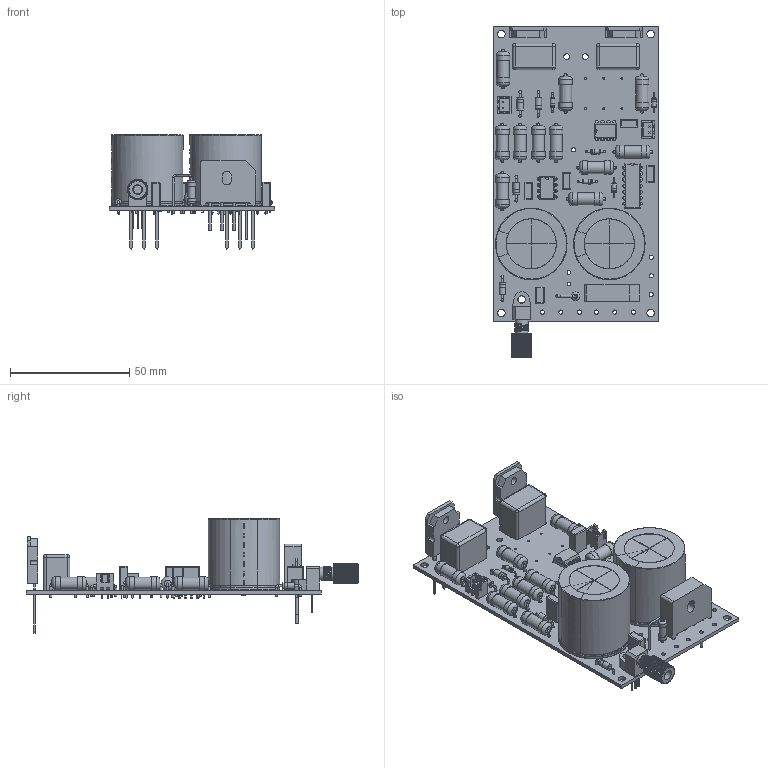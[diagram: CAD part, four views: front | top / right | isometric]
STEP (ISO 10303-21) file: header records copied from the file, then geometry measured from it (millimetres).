
FILE_DESCRIPTION(('KiCad electronic assembly'),'2;1');
FILE_NAME('sstc.step','2024-06-20T14:04:44',('Pcbnew'),('Kicad'), 'Open CASCADE STEP processor 7.6','KiCad to STEP converter','Unknown' );
FILE_SCHEMA(('AUTOMOTIVE_DESIGN { 1 0 10303 214 1 1 1 1 }'));
Length unit declared in the file: millimetre
Products named in the file (28): sstc 1; C_Rect_L7.0mm_W3.5mm_P5.00mm; C_Rect_L70mm_W35mm_P500mm; JST_XH_B2B-XH-A_1x02_P2.50mm_Vertical; JST_B2B_XH_A; DIP-14_W7.62mm; R_Axial_DIN0614_L14.3mm_D5.7mm_P15.24mm_Horizontal; R_Axial_DIN0614_L143mm_D57mm_P1524mm_Horizontal; DIP-8_W7.62mm; D_DO-35_SOD27_P7.62mm_Horizontal; CP_Radial_D30.0mm_P10.00mm_SnapIn; CP_Radial_D300mm_P1000mm_SnapIn; C_Rect_L18.0mm_W11.0mm_P15.00mm_FKS3_FKP3; C_Rect_L180mm_W110mm_P1500mm_FKS3_FKP3; D_DO-41_SOD81_P10.16mm_Horizontal; TO-3P-3_Vertical; Diode_Bridge_Vishay_KBU; R_Axial_DIN0411_L9.9mm_D3.6mm_P7.62mm_Vertical; R_Axial_DIN0411_L99mm_D36mm_P762mm_Vertical; IF-D95T; Emitter; sstc_PCB
Assembly tree (53 placements, depth 3):
  sstc 1
    C_Rect_L7.0mm_W3.5mm_P5.00mm  x5
      C_Rect_L70mm_W35mm_P500mm
    JST_XH_B2B-XH-A_1x02_P2.50mm_Vertical  x2
      JST_B2B_XH_A
    DIP-14_W7.62mm
      DIP-14_W7.62mm
    R_Axial_DIN0614_L14.3mm_D5.7mm_P15.24mm_Horizontal  x11
      R_Axial_DIN0614_L143mm_D57mm_P1524mm_Horizontal
    DIP-8_W7.62mm  x2
      DIP-8_W7.62mm
    D_DO-35_SOD27_P7.62mm_Horizontal  x5
      D_DO-35_SOD27_P7.62mm_Horizontal
    CP_Radial_D30.0mm_P10.00mm_SnapIn  x2
      CP_Radial_D300mm_P1000mm_SnapIn
    C_Rect_L18.0mm_W11.0mm_P15.00mm_FKS3_FKP3  x2
      C_Rect_L180mm_W110mm_P1500mm_FKS3_FKP3
    D_DO-41_SOD81_P10.16mm_Horizontal  x4
      D_DO-41_SOD81_P10.16mm_Horizontal
    TO-3P-3_Vertical  x2
      TO-3P-3_Vertical
    Diode_Bridge_Vishay_KBU
      Diode_Bridge_Vishay_KBU
    R_Axial_DIN0411_L9.9mm_D3.6mm_P7.62mm_Vertical
      R_Axial_DIN0411_L99mm_D36mm_P762mm_Vertical
    IF-D95T
      Emitter
    sstc_PCB
Bounding box: 69.46 x 139.29 x 48 mm (x, y, z)
Volume: 74169 mm3; surface area: 43461.5 mm2
Topology: 45 solids, 47 shells, 1817 faces, 4555 edges, 2933 vertices
Faces by surface type: plane 1095, cylinder 465, torus 81, bspline 78, cone 62, sphere 28, revolution 8
Full cylindrical faces by diameter (mm): 0.5 x25, 0.8 x92, 0.81 x6, 0.838 x3, 0.9 x4, 1 x4, 1.1 x12, 1.2 x6, 1.4 x26, 1.5 x6, 1.55 x2, 1.575 x2, 1.6 x2, 1.7 x4, 1.75 x10, 2 x14, 2.02 x5, 2.5 x2, 2.7 x8, 2.72 x4, 3.05 x1, 3.175 x1, 3.2 x6, 3.24 x1, 3.3 x2, 3.556 x1, 3.6 x2, 3.607 x1, 4.115 x1, 5.13 x11
Entity records: 44223 total; most frequent: CARTESIAN_POINT 10307, ORIENTED_EDGE 5910, DIRECTION 5630, EDGE_CURVE 2955, LINE 2002, VECTOR 2002, VERTEX_POINT 1931, AXIS2_PLACEMENT_3D 1812
